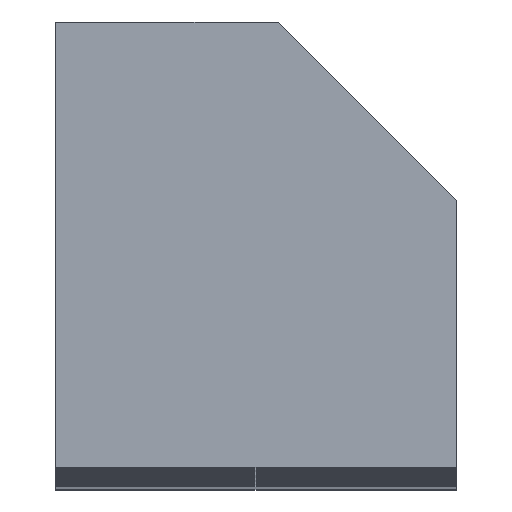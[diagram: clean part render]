
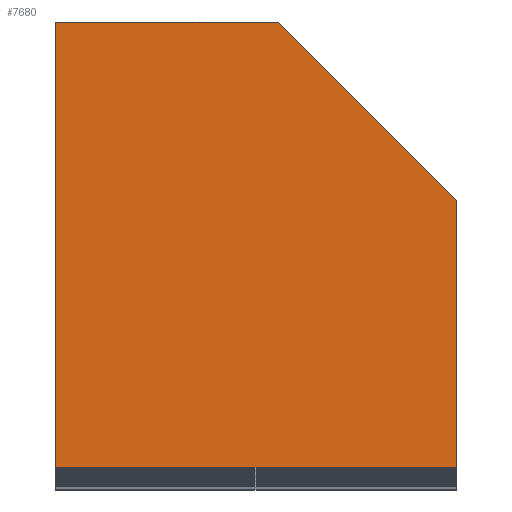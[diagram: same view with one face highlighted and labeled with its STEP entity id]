
A CAD part, top view. The second image highlights one B-rep face of the part: STEP entity #7680.
In plain terms, the highlighted planar face has unit normal (0, 0, 1).
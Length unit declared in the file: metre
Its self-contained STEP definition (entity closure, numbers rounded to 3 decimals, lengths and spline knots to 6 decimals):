
#388=LINE('',#11256,#1291);
#613=LINE('',#11653,#1516);
#615=LINE('',#11657,#1518);
#616=LINE('',#11659,#1519);
#617=LINE('',#11661,#1520);
#1291=VECTOR('',#9011,1.);
#1516=VECTOR('',#9340,1.);
#1518=VECTOR('',#9344,1.);
#1519=VECTOR('',#9345,1.);
#1520=VECTOR('',#9346,1.);
#2909=ORIENTED_EDGE('',*,*,#4981,.T.);
#2910=ORIENTED_EDGE('',*,*,#4756,.T.);
#2911=ORIENTED_EDGE('',*,*,#4983,.F.);
#2912=ORIENTED_EDGE('',*,*,#4984,.F.);
#2913=ORIENTED_EDGE('',*,*,#4985,.F.);
#4756=EDGE_CURVE('',#5884,#5883,#388,.T.);
#4981=EDGE_CURVE('',#6004,#5884,#613,.T.);
#4983=EDGE_CURVE('',#6005,#5883,#615,.T.);
#4984=EDGE_CURVE('',#6006,#6005,#616,.T.);
#4985=EDGE_CURVE('',#6004,#6006,#617,.T.);
#5883=VERTEX_POINT('',#11255);
#5884=VERTEX_POINT('',#11257);
#6004=VERTEX_POINT('',#11654);
#6005=VERTEX_POINT('',#11658);
#6006=VERTEX_POINT('',#11660);
#6533=EDGE_LOOP('',(#2909,#2910,#2911,#2912,#2913));
#6966=FACE_BOUND('',#6533,.T.);
#7387=PLANE('',#8182);
#7680=ADVANCED_FACE('',(#6966),#7387,.T.);
#8182=AXIS2_PLACEMENT_3D('',#11656,#9342,#9343);
#9011=DIRECTION('',(0.,-1.,0.));
#9340=DIRECTION('',(-1.,0.,0.));
#9342=DIRECTION('',(0.,0.,1.));
#9343=DIRECTION('',(0.,1.,0.));
#9344=DIRECTION('',(-1.,0.,0.));
#9345=DIRECTION('',(0.,-1.,0.));
#9346=DIRECTION('',(0.707,-0.707,0.));
#11255=CARTESIAN_POINT('',(0.05,0.0065,0.06365));
#11256=CARTESIAN_POINT('',(0.05,0.00575,0.06365));
#11257=CARTESIAN_POINT('',(0.05,0.0115,0.06365));
#11653=CARTESIAN_POINT('',(0.0545,0.0115,0.06365));
#11654=CARTESIAN_POINT('',(0.0525,0.0115,0.06365));
#11656=CARTESIAN_POINT('',(0.0545,0.009,0.06365));
#11657=CARTESIAN_POINT('',(0.0545,0.0065,0.06365));
#11658=CARTESIAN_POINT('',(0.0545,0.0065,0.06365));
#11659=CARTESIAN_POINT('',(0.0545,0.009,0.06365));
#11660=CARTESIAN_POINT('',(0.0545,0.0095,0.06365));
#11661=CARTESIAN_POINT('',(0.05475,0.00925,0.06365));
